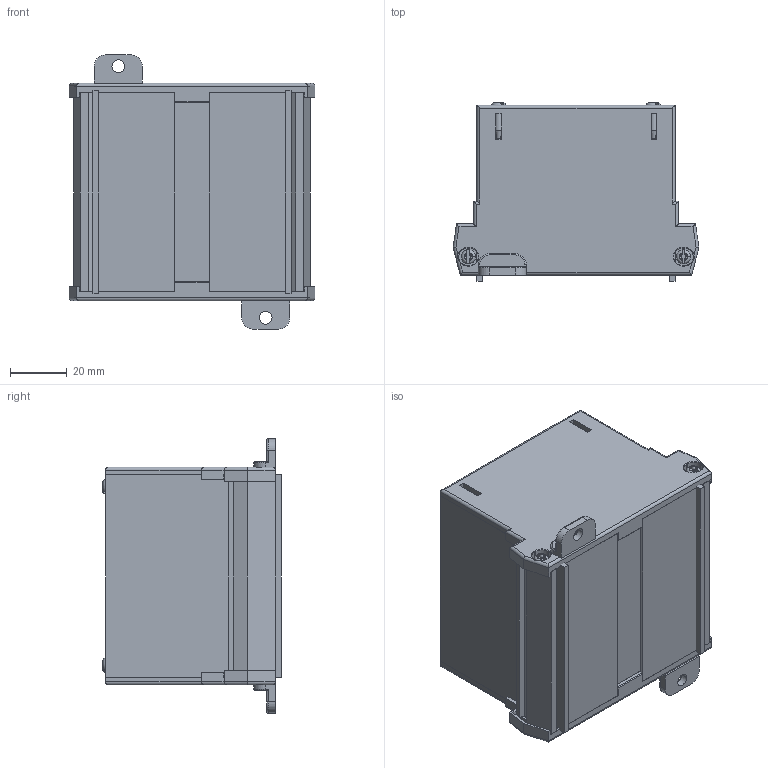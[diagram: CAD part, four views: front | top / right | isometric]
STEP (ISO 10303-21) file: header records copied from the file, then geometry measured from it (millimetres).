
FILE_DESCRIPTION (( 'STEP AP214' ), '1' );
FILE_NAME ('WE-070.STEP', '2022-01-17T11:51:25', ( '' ), ( '' ), 'SwSTEP 2.0', 'SolidWorks 2017', '' );
FILE_SCHEMA (( 'AUTOMOTIVE_DESIGN' ));
Length unit declared in the file: millimetre
Products named in the file (22): End Piece_with Cover-final; Side Screw; Top cover 70; Profile - 72-070; Foot Bracket-small-New; WE-070; Base PCB WE-070
Assembly tree (15 placements, depth 2):
  End Piece_with Cover-final
  Side Screw
  Top cover 70
  Profile - 72-070
  Foot Bracket-small-New
Bounding box: 86.9 x 63.05 x 96.9 mm (x, y, z)
Volume: 79816.2 mm3; surface area: 96247.1 mm2
Topology: 15 solids, 15 shells, 1094 faces, 2878 edges, 1828 vertices
Faces by surface type: plane 726, cylinder 206, torus 68, cone 48, bspline 36, sphere 10
Entity records: 17988 total; most frequent: CARTESIAN_POINT 3406, ORIENTED_EDGE 3008, DIRECTION 2815, EDGE_CURVE 1504, LINE 1227, VECTOR 1227, VERTEX_POINT 969, AXIS2_PLACEMENT_3D 794
